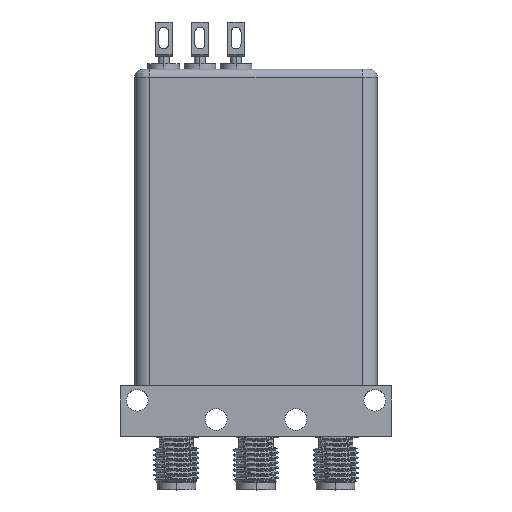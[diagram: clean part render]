
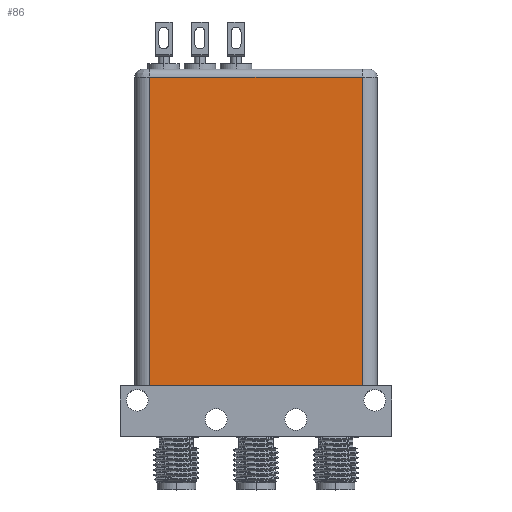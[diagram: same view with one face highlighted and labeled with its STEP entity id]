
A CAD part, top view. The second image highlights one B-rep face of the part: STEP entity #86.
In plain terms, the highlighted planar face has unit normal (0, 0, 1).
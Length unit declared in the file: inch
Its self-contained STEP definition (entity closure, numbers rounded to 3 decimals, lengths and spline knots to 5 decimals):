
#86 = ADVANCED_FACE ( 'NONE', ( #26112 ), #13856, .F. ) ;
#712 = EDGE_CURVE ( 'NONE', #30558, #3822, #2146, .T. ) ;
#939 = DIRECTION ( 'NONE',  ( 0., 1., 0. ) ) ;
#1569 = DIRECTION ( 'NONE',  ( 0., 0., -1. ) ) ;
#2146 = LINE ( 'NONE', #27339, #30254 ) ;
#2445 = VECTOR ( 'NONE', #18496, 39.37008 ) ;
#3822 = VERTEX_POINT ( 'NONE', #16793 ) ;
#3886 = CARTESIAN_POINT ( 'NONE',  ( -0.588, 1.75, 0.25 ) ) ;
#5073 = EDGE_CURVE ( 'NONE', #30558, #11954, #13732, .T. ) ;
#5702 = EDGE_CURVE ( 'NONE', #31323, #3822, #31789, .T. ) ;
#7047 = AXIS2_PLACEMENT_3D ( 'NONE', #23684, #1569, #11443 ) ;
#9670 = CARTESIAN_POINT ( 'NONE',  ( 0.588, 1.75, 0.25 ) ) ;
#10416 = CARTESIAN_POINT ( 'NONE',  ( -0.588, 1.705, 0.25 ) ) ;
#10966 = EDGE_CURVE ( 'NONE', #11954, #31323, #30969, .T. ) ;
#11437 = CARTESIAN_POINT ( 'NONE',  ( 0.67, 1.705, 0.25 ) ) ;
#11443 = DIRECTION ( 'NONE',  ( -1., 0., 0. ) ) ;
#11954 = VERTEX_POINT ( 'NONE', #10416 ) ;
#12419 = ORIENTED_EDGE ( 'NONE', *, *, #5702, .F. ) ;
#12509 = DIRECTION ( 'NONE',  ( 1., 0., 0. ) ) ;
#13512 = ORIENTED_EDGE ( 'NONE', *, *, #5073, .F. ) ;
#13732 = LINE ( 'NONE', #3886, #21447 ) ;
#13856 = PLANE ( 'NONE',  #7047 ) ;
#16793 = CARTESIAN_POINT ( 'NONE',  ( 0.588, 0., 0.25 ) ) ;
#18496 = DIRECTION ( 'NONE',  ( 1., 0., 0. ) ) ;
#19898 = CARTESIAN_POINT ( 'NONE',  ( 0.588, 1.705, 0.25 ) ) ;
#20351 = ORIENTED_EDGE ( 'NONE', *, *, #10966, .F. ) ;
#21447 = VECTOR ( 'NONE', #939, 39.37008 ) ;
#23395 = EDGE_LOOP ( 'NONE', ( #13512, #30638, #12419, #20351 ) ) ;
#23684 = CARTESIAN_POINT ( 'NONE',  ( 0.67, 1.75, 0.25 ) ) ;
#26112 = FACE_OUTER_BOUND ( 'NONE', #23395, .T. ) ;
#27339 = CARTESIAN_POINT ( 'NONE',  ( 0., 0., 0.25 ) ) ;
#28042 = VECTOR ( 'NONE', #29511, 39.37008 ) ;
#29511 = DIRECTION ( 'NONE',  ( 0., -1., 0. ) ) ;
#30254 = VECTOR ( 'NONE', #12509, 39.37008 ) ;
#30558 = VERTEX_POINT ( 'NONE', #30869 ) ;
#30638 = ORIENTED_EDGE ( 'NONE', *, *, #712, .T. ) ;
#30869 = CARTESIAN_POINT ( 'NONE',  ( -0.588, 0., 0.25 ) ) ;
#30969 = LINE ( 'NONE', #11437, #2445 ) ;
#31323 = VERTEX_POINT ( 'NONE', #19898 ) ;
#31789 = LINE ( 'NONE', #9670, #28042 ) ;
